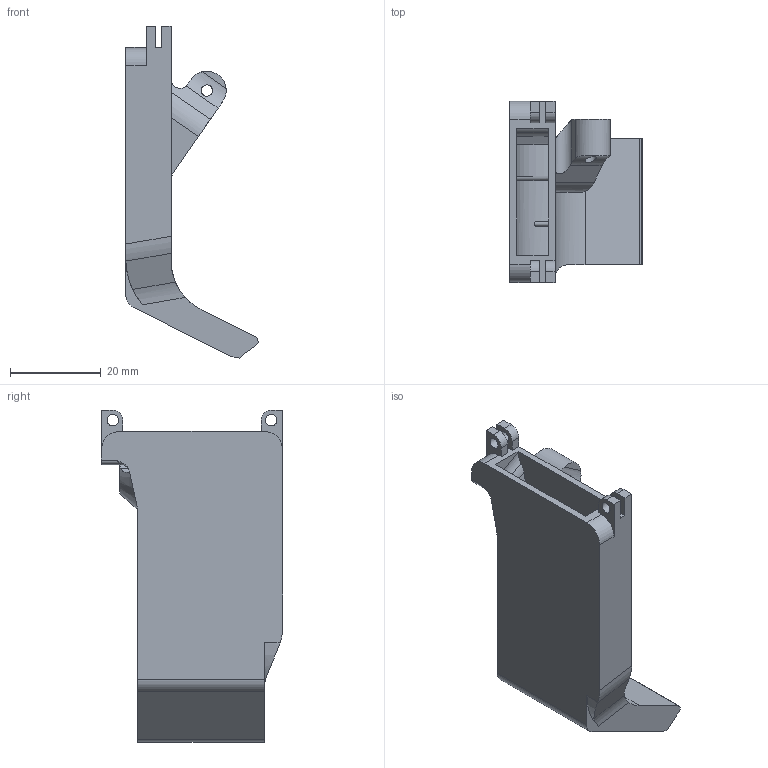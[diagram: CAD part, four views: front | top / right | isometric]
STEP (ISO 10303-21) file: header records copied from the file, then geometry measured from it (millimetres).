
FILE_DESCRIPTION(/* description */ (''),/* implementation_level */ '2;1');
FILE_NAME(/* name */ 'Super Volcano PCF Duct v2.step',/* time_stamp */ '2021-10-01T10:18:59+01:00',/* author */ (''),/* organization */ (''),/* preprocessor_version */ 'ST-DEVELOPER v18.1',/* originating_system */ 'Autodesk Translation Framework v10.10.0.1391',/* authorisation */ '');
FILE_SCHEMA (('AUTOMOTIVE_DESIGN { 1 0 10303 214 3 1 1 }'));
Length unit declared in the file: millimetre
Products named in the file (2): Super Volcano PCF Duct; Super Volcano PCF Duct_1
Assembly tree (1 placements, depth 2):
  Super Volcano PCF Duct
    Super Volcano PCF Duct_1
Bounding box: 29.23 x 40 x 73.35 mm (x, y, z)
Volume: 12898.1 mm3; surface area: 13226 mm2
Topology: 1 solids, 1 shells, 111 faces, 332 edges, 219 vertices
Faces by surface type: plane 56, cylinder 51, cone 2, bspline 2
Full cylindrical faces by diameter (mm): 2.5 x5
Entity records: 4096 total; most frequent: CARTESIAN_POINT 993, ORIENTED_EDGE 664, DIRECTION 622, EDGE_CURVE 332, VERTEX_POINT 219, AXIS2_PLACEMENT_3D 210, LINE 202, VECTOR 202
